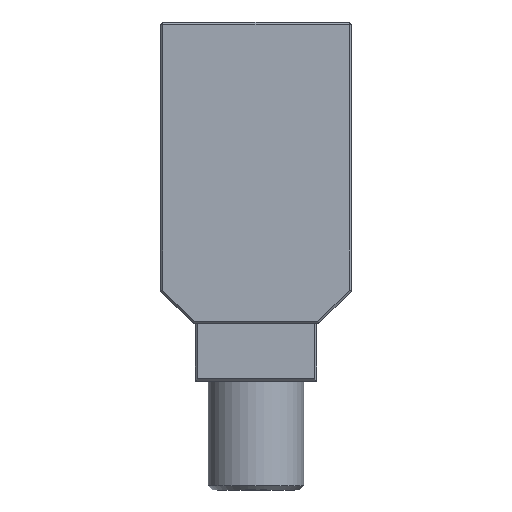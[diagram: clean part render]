
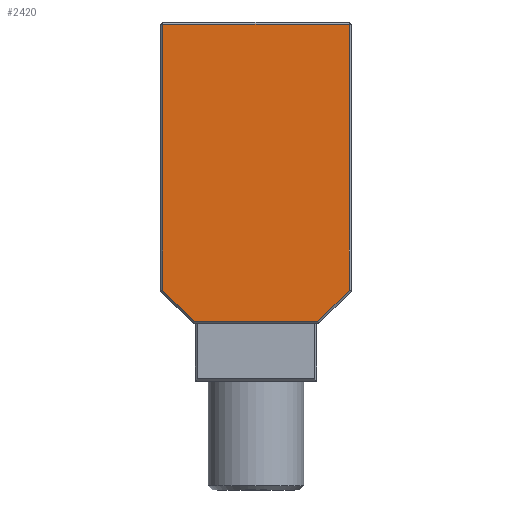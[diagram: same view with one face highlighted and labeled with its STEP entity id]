
A CAD part, left-side view. The second image highlights one B-rep face of the part: STEP entity #2420.
In plain terms, the highlighted face is planar.
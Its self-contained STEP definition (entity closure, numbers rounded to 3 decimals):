
#168=LINE('',#3783,#406);
#212=LINE('',#3875,#450);
#215=LINE('',#3881,#453);
#231=LINE('',#3915,#469);
#235=LINE('',#3921,#473);
#244=LINE('',#3937,#482);
#406=VECTOR('',#3033,28.386);
#450=VECTOR('',#3117,42.8);
#453=VECTOR('',#3122,61.093);
#469=VECTOR('',#3156,61.093);
#473=VECTOR('',#3162,10.192);
#482=VECTOR('',#3179,10.192);
#623=PLANE('',#2622);
#800=FACE_OUTER_BOUND('',#971,.T.);
#971=EDGE_LOOP('',(#2091,#2092,#2093,#2094,#2095,#2096));
#1195=VERTEX_POINT('',#3780);
#1196=VERTEX_POINT('',#3782);
#1204=VERTEX_POINT('',#3808);
#1217=VERTEX_POINT('',#3840);
#1226=VERTEX_POINT('',#3880);
#1235=VERTEX_POINT('',#3914);
#1450=EDGE_CURVE('',#1195,#1196,#168,.T.);
#1496=EDGE_CURVE('',#1204,#1217,#212,.T.);
#1499=EDGE_CURVE('',#1217,#1226,#215,.T.);
#1517=EDGE_CURVE('',#1235,#1204,#231,.T.);
#1521=EDGE_CURVE('',#1226,#1195,#235,.T.);
#1530=EDGE_CURVE('',#1196,#1235,#244,.T.);
#2091=ORIENTED_EDGE('',*,*,#1496,.F.);
#2092=ORIENTED_EDGE('',*,*,#1517,.F.);
#2093=ORIENTED_EDGE('',*,*,#1530,.F.);
#2094=ORIENTED_EDGE('',*,*,#1450,.F.);
#2095=ORIENTED_EDGE('',*,*,#1521,.F.);
#2096=ORIENTED_EDGE('',*,*,#1499,.F.);
#2420=ADVANCED_FACE('',(#800),#623,.T.);
#2622=AXIS2_PLACEMENT_3D('',#3972,#3224,#3225);
#3033=DIRECTION('',(0.,0.,1.));
#3117=DIRECTION('',(0.,0.,-1.));
#3122=DIRECTION('',(0.,-1.,0.));
#3156=DIRECTION('',(0.,1.,0.));
#3162=DIRECTION('',(0.,-0.707,0.707));
#3179=DIRECTION('',(0.,0.707,0.707));
#3224=DIRECTION('center_axis',(1.,0.,0.));
#3225=DIRECTION('ref_axis',(0.,1.,0.));
#3780=CARTESIAN_POINT('',(95.,13.7,7.707));
#3782=CARTESIAN_POINT('',(95.,13.7,36.093));
#3783=CARTESIAN_POINT('',(95.,13.7,0.));
#3808=CARTESIAN_POINT('',(95.,82.,43.3));
#3840=CARTESIAN_POINT('',(95.,82.,0.5));
#3875=CARTESIAN_POINT('',(95.,82.,0.));
#3880=CARTESIAN_POINT('',(95.,20.907,0.5));
#3881=CARTESIAN_POINT('',(95.,24.962,0.5));
#3914=CARTESIAN_POINT('',(95.,20.907,43.3));
#3915=CARTESIAN_POINT('',(95.,24.962,43.3));
#3921=CARTESIAN_POINT('',(95.,17.304,4.104));
#3937=CARTESIAN_POINT('',(95.,6.354,28.746));
#3972=CARTESIAN_POINT('Origin',(95.,13.2,0.));
